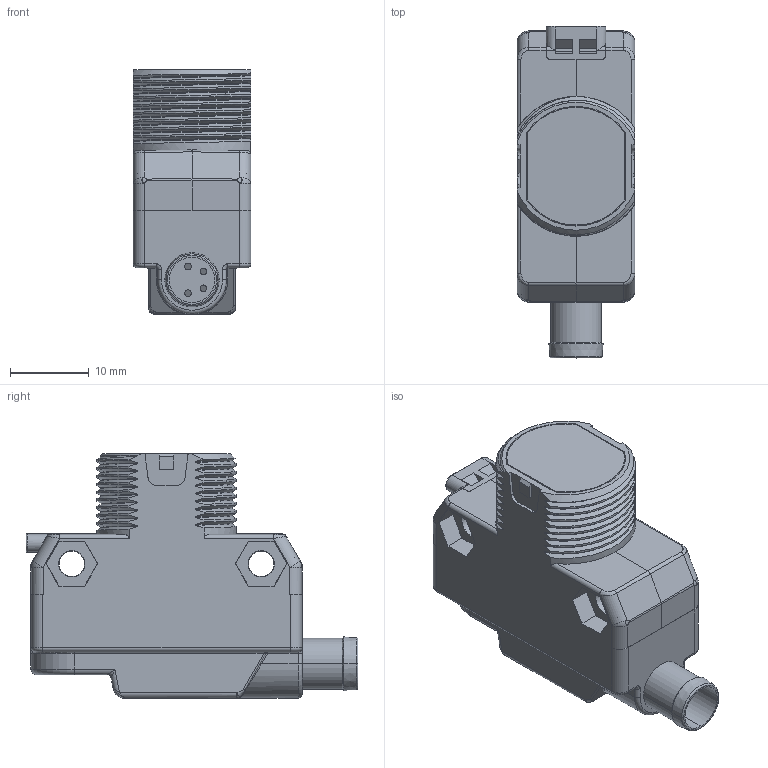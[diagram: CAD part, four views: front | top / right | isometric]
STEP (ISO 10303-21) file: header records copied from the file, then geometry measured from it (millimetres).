
FILE_DESCRIPTION((''),'2;1');
FILE_NAME('139465_SM01_ASM','2022-04-27T07:58:51',('PDMAdmin'),('BANNER ENGINEERING'),'CREO PARAMETRIC BY PTC INC, 2019292','CREO PARAMETRIC BY PTC INC, 2019292','');
FILE_SCHEMA(('CONFIG_CONTROL_DESIGN'));
Length unit declared in the file: millimetre
Products named in the file (2): 139465_EP01; 139465_SM01_ASM
Assembly tree (1 placements, depth 2):
  139465_SM01_ASM
    139465_EP01
Bounding box: 15 x 42.21 x 31.1 mm (x, y, z)
Volume: 11120.5 mm3; surface area: 4575.8 mm2
Topology: 1 solids, 1 shells, 380 faces, 961 edges, 597 vertices
Faces by surface type: plane 127, cylinder 113, bspline 89, cone 23, torus 18, sphere 10
Entity records: 17225 total; most frequent: CARTESIAN_POINT 8690, ORIENTED_EDGE 1918, DIRECTION 1492, EDGE_CURVE 959, VERTEX_POINT 597, AXIS2_PLACEMENT_3D 503, VECTOR 486, LINE 486
